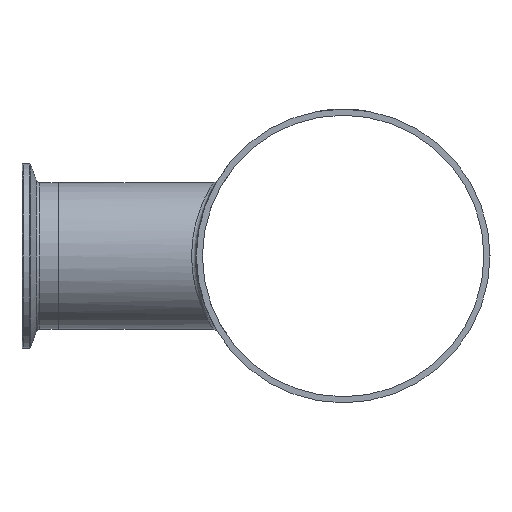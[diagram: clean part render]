
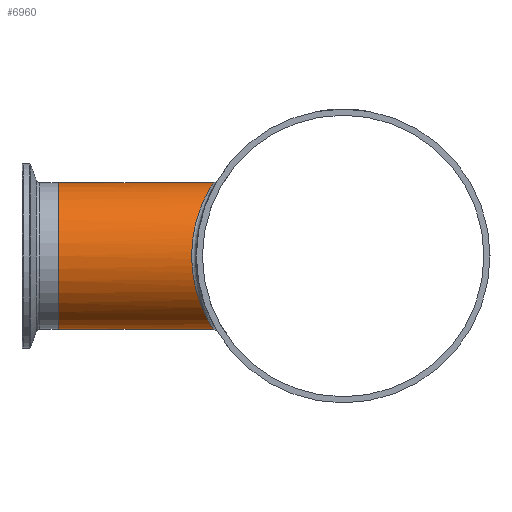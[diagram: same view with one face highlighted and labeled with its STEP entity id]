
A CAD part, left-side view. The second image highlights one B-rep face of the part: STEP entity #6960.
In plain terms, the highlighted cylindrical face has radius 25.4 mm (diameter 50.8 mm), a full revolution.
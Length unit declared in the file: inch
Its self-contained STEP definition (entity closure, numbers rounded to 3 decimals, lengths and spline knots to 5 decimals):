
#149=FACE_BOUND('',#1296,.T.);
#873=FACE_OUTER_BOUND('',#1295,.T.);
#1295=EDGE_LOOP('',(#6441));
#1296=EDGE_LOOP('',(#6442));
#1650=B_SPLINE_CURVE_WITH_KNOTS('',3,(#14846,#14847,#14848,#14849,#14850,
#14851,#14852,#14853,#14854,#14855,#14856,#14857,#14858,#14859,#14860,#14861,
#14862,#14863,#14864,#14865,#14866,#14867,#14868),.UNSPECIFIED.,.T.,.F.,
(4,1,1,1,1,1,1,1,1,1,1,1,1,1,1,1,1,1,1,1,4),(0.,0.55792,1.11583,
2.23166,2.97555,3.71944,4.46332,5.20721,
6.69499,7.43887,8.18276,8.92665,9.67053,
10.41442,11.15831,11.9022,12.64608,13.38997,
14.5058,15.06372,15.62163),.UNSPECIFIED.);
#2741=CIRCLE('',#7395,1.);
#3425=VERTEX_POINT('',#14727);
#3426=VERTEX_POINT('',#14844);
#4439=EDGE_CURVE('',#3425,#3425,#2741,.T.);
#4441=EDGE_CURVE('',#3426,#3426,#1650,.T.);
#6441=ORIENTED_EDGE('',*,*,#4439,.T.);
#6442=ORIENTED_EDGE('',*,*,#4441,.F.);
#6527=CYLINDRICAL_SURFACE('',#7397,1.);
#6960=ADVANCED_FACE('',(#873,#149),#6527,.T.);
#7395=AXIS2_PLACEMENT_3D('',#14728,#8746,#8747);
#7397=AXIS2_PLACEMENT_3D('',#14869,#8750,#8751);
#8746=DIRECTION('center_axis',(0.,-1.,0.));
#8747=DIRECTION('ref_axis',(-1.,0.,0.));
#8750=DIRECTION('center_axis',(0.,-1.,0.));
#8751=DIRECTION('ref_axis',(-1.,0.,0.));
#14727=CARTESIAN_POINT('',(1.,3.875,0.));
#14728=CARTESIAN_POINT('Origin',(0.,3.875,0.));
#14844=CARTESIAN_POINT('',(0.,1.76777,-1.));
#14846=CARTESIAN_POINT('Ctrl Pts',(0.,1.76776,
-1.));
#14847=CARTESIAN_POINT('Ctrl Pts',(0.0762,1.76776,-1.));
#14848=CARTESIAN_POINT('Ctrl Pts',(0.2286,1.77917,-0.98242));
#14849=CARTESIAN_POINT('Ctrl Pts',(0.51275,1.84051,-0.88098));
#14850=CARTESIAN_POINT('Ctrl Pts',(0.76568,1.9421,-0.67831));
#14851=CARTESIAN_POINT('Ctrl Pts',(0.94267,2.03094,-0.37666));
#14852=CARTESIAN_POINT('Ctrl Pts',(1.01277,2.06968,-0.07772));
#14853=CARTESIAN_POINT('Ctrl Pts',(0.98903,2.05615,0.23066));
#14854=CARTESIAN_POINT('Ctrl Pts',(0.83812,1.97641,0.60621));
#14855=CARTESIAN_POINT('Ctrl Pts',(0.54161,1.84253,0.88132));
#14856=CARTESIAN_POINT('Ctrl Pts',(0.15503,1.76536,1.00376));
#14857=CARTESIAN_POINT('Ctrl Pts',(-0.155,1.76549,
1.00378));
#14858=CARTESIAN_POINT('Ctrl Pts',(-0.44509,1.82298,0.91193));
#14859=CARTESIAN_POINT('Ctrl Pts',(-0.68971,1.90978,
0.74378));
#14860=CARTESIAN_POINT('Ctrl Pts',(-0.87593,1.99617,0.51232));
#14861=CARTESIAN_POINT('Ctrl Pts',(-0.98897,2.05626,
0.23065));
#14862=CARTESIAN_POINT('Ctrl Pts',(-1.0128,2.06963,-0.07771));
#14863=CARTESIAN_POINT('Ctrl Pts',(-0.94266,2.03096,
-0.37667));
#14864=CARTESIAN_POINT('Ctrl Pts',(-0.76569,1.94209,-0.67831));
#14865=CARTESIAN_POINT('Ctrl Pts',(-0.51275,1.84052,-0.88098));
#14866=CARTESIAN_POINT('Ctrl Pts',(-0.22861,1.77917,
-0.98242));
#14867=CARTESIAN_POINT('Ctrl Pts',(-0.0762,1.76776,
-1.));
#14868=CARTESIAN_POINT('Ctrl Pts',(0.,1.76776,
-1.));
#14869=CARTESIAN_POINT('Origin',(0.,3.875,0.));
